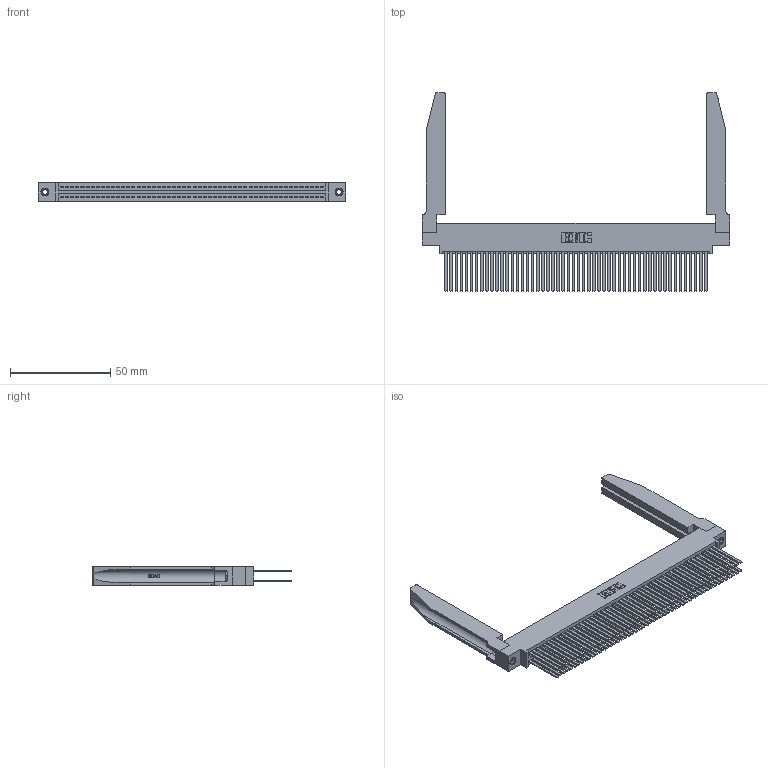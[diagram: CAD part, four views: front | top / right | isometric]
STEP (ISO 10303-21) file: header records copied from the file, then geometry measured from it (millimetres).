
FILE_DESCRIPTION (( 'STEP AP203' ), '1' );
FILE_NAME ('345-104-544-878.STEP', '2019-11-03T12:28:12', ( '' ), ( '' ), 'SwSTEP 2.0', 'SolidWorks 2016', '' );
FILE_SCHEMA (( 'CONFIG_CONTROL_DESIGN' ));
Length unit declared in the file: inch
Products named in the file (5): 345-220-078_345-220-078; 345 Part_0.170 Offset - 0.156 Dia-TH; 345-292-001_345-293-144; 345-104-544-878; 345-250-001_345-250-001-102
Assembly tree (109 placements, depth 2):
  345-104-544-878
    345 Part_0.170 Offset - 0.156 Dia-TH
    345-292-001_345-293-144  x104
    345-250-001_345-250-001-102  x2
    345-220-078_345-220-078  x2
Bounding box: 153.31 x 99.24 x 9.4 mm (x, y, z)
Volume: 24100.9 mm3; surface area: 35587.7 mm2
Topology: 109 solids, 109 shells, 4940 faces, 14585 edges, 9574 vertices
Faces by surface type: plane 3242, cylinder 1646, bspline 36, cone 12, torus 4
Entity records: 44142 total; most frequent: CARTESIAN_POINT 8307, ORIENTED_EDGE 7138, DIRECTION 6303, EDGE_CURVE 3569, LINE 3139, VECTOR 3139, VERTEX_POINT 2372, AXIS2_PLACEMENT_3D 1582
